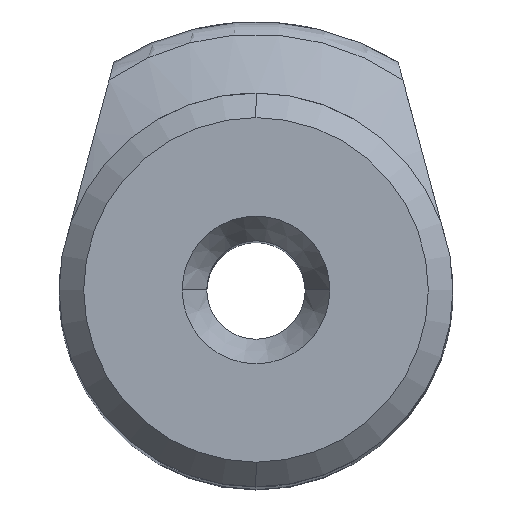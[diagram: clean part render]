
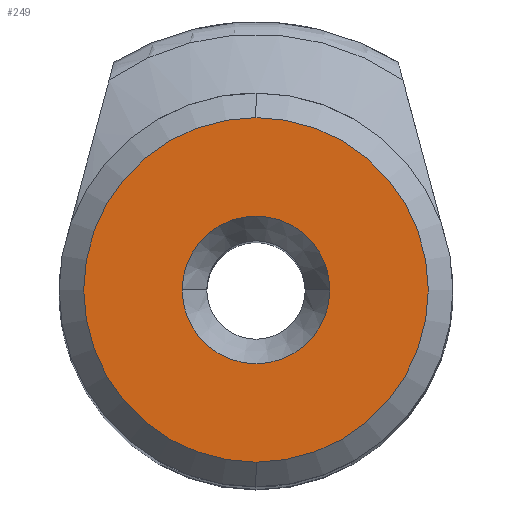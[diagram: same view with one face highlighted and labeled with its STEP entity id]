
A CAD part, top view. The second image highlights one B-rep face of the part: STEP entity #249.
In plain terms, the highlighted planar face has unit normal (0, 0, 1).
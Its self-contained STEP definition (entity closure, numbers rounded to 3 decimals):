
#33=PLANE('',#961);
#60=FACE_BOUND('',#346,.T.);
#61=FACE_BOUND('',#347,.T.);
#249=ADVANCED_FACE('',(#60,#61),#33,.T.);
#346=EDGE_LOOP('',(#533,#534));
#347=EDGE_LOOP('',(#535,#536));
#533=ORIENTED_EDGE('',*,*,#822,.T.);
#534=ORIENTED_EDGE('',*,*,#731,.T.);
#535=ORIENTED_EDGE('',*,*,#823,.F.);
#536=ORIENTED_EDGE('',*,*,#737,.F.);
#649=VERTEX_POINT('',#1486);
#650=VERTEX_POINT('',#1487);
#655=VERTEX_POINT('',#1498);
#656=VERTEX_POINT('',#1500);
#731=EDGE_CURVE('',#649,#650,#839,.T.);
#737=EDGE_CURVE('',#655,#656,#842,.T.);
#822=EDGE_CURVE('',#650,#649,#869,.T.);
#823=EDGE_CURVE('',#656,#655,#870,.T.);
#839=CIRCLE('',#908,7.);
#842=CIRCLE('',#912,3.);
#869=CIRCLE('',#959,7.);
#870=CIRCLE('',#960,3.);
#908=AXIS2_PLACEMENT_3D('',#1485,#1031,#1032);
#912=AXIS2_PLACEMENT_3D('',#1499,#1042,#1043);
#959=AXIS2_PLACEMENT_3D('',#1930,#1164,#1165);
#960=AXIS2_PLACEMENT_3D('',#1931,#1166,#1167);
#961=AXIS2_PLACEMENT_3D('',#1932,#1168,#1169);
#1031=DIRECTION('',(0.,0.,1.));
#1032=DIRECTION('',(0.,1.,0.));
#1042=DIRECTION('',(0.,0.,1.));
#1043=DIRECTION('',(1.,0.,0.));
#1164=DIRECTION('',(0.,0.,1.));
#1165=DIRECTION('',(0.,1.,0.));
#1166=DIRECTION('',(0.,0.,1.));
#1167=DIRECTION('',(1.,0.,0.));
#1168=DIRECTION('',(0.,0.,1.));
#1169=DIRECTION('',(-1.,0.,0.));
#1485=CARTESIAN_POINT('',(0.,0.,0.));
#1486=CARTESIAN_POINT('',(0.,7.,0.));
#1487=CARTESIAN_POINT('',(0.,-7.,0.));
#1498=CARTESIAN_POINT('',(-3.,0.,0.));
#1499=CARTESIAN_POINT('',(0.,0.,0.));
#1500=CARTESIAN_POINT('',(3.,0.,0.));
#1930=CARTESIAN_POINT('',(0.,0.,0.));
#1931=CARTESIAN_POINT('',(0.,0.,0.));
#1932=CARTESIAN_POINT('',(0.,11.,0.));
